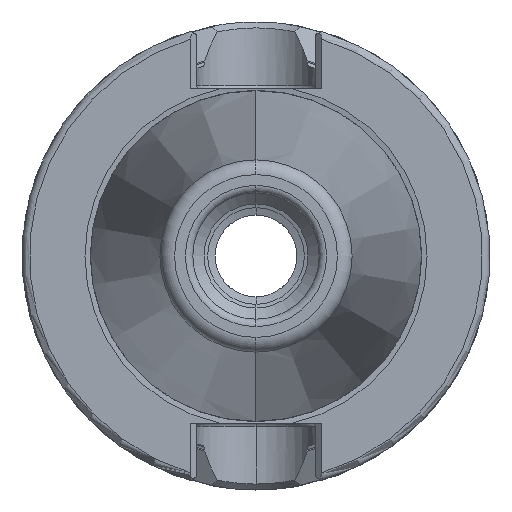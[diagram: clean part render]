
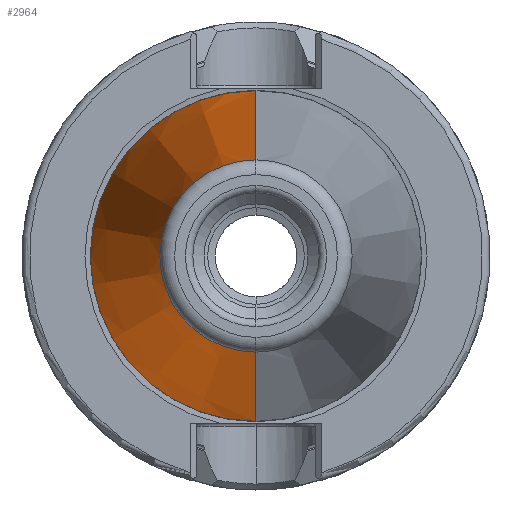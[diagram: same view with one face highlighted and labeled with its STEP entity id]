
A CAD part, left-side view. The second image highlights one B-rep face of the part: STEP entity #2964.
In plain terms, the highlighted conical face has half-angle 8.297 degrees and reference radius 22.298 mm.
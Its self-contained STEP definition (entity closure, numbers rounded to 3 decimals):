
#106 = CARTESIAN_POINT ( 'NONE',  ( -153.689, 0., -12.937 ) ) ;
#181 = AXIS2_PLACEMENT_3D ( 'NONE', #1818, #1158, #4060 ) ;
#244 = VERTEX_POINT ( 'NONE', #106 ) ;
#406 = AXIS2_PLACEMENT_3D ( 'NONE', #881, #3139, #1202 ) ;
#881 = CARTESIAN_POINT ( 'NONE',  ( -153.689, 0., 0. ) ) ;
#968 = DIRECTION ( 'NONE',  ( 0.99, 0., 0.144 ) ) ;
#1072 = VERTEX_POINT ( 'NONE', #1913 ) ;
#1158 = DIRECTION ( 'NONE',  ( 1., 0., 0. ) ) ;
#1181 = CONICAL_SURFACE ( 'NONE', #181, 22.298, 0.145 ) ;
#1187 = DIRECTION ( 'NONE',  ( 0.99, 0., -0.144 ) ) ;
#1202 = DIRECTION ( 'NONE',  ( 0., 0., 1. ) ) ;
#1452 = CARTESIAN_POINT ( 'NONE',  ( -89.5, 0., 0. ) ) ;
#1498 = EDGE_CURVE ( 'NONE', #244, #3944, #1717, .T. ) ;
#1541 = LINE ( 'NONE', #3227, #1652 ) ;
#1652 = VECTOR ( 'NONE', #968, 1000. ) ;
#1717 = LINE ( 'NONE', #3446, #3428 ) ;
#1774 = DIRECTION ( 'NONE',  ( 0., 0., 1. ) ) ;
#1818 = CARTESIAN_POINT ( 'NONE',  ( -89.5, 0., 0. ) ) ;
#1913 = CARTESIAN_POINT ( 'NONE',  ( -153.689, 0., 12.937 ) ) ;
#2098 = CARTESIAN_POINT ( 'NONE',  ( -89.5, 0., -22.298 ) ) ;
#2104 = VERTEX_POINT ( 'NONE', #2224 ) ;
#2150 = FACE_OUTER_BOUND ( 'NONE', #3997, .T. ) ;
#2224 = CARTESIAN_POINT ( 'NONE',  ( -89.5, 0., 22.298 ) ) ;
#2449 = EDGE_CURVE ( 'NONE', #2104, #3944, #2820, .T. ) ;
#2550 = ORIENTED_EDGE ( 'NONE', *, *, #3005, .F. ) ;
#2651 = ORIENTED_EDGE ( 'NONE', *, *, #3177, .T. ) ;
#2820 = CIRCLE ( 'NONE', #2834, 22.298 ) ;
#2834 = AXIS2_PLACEMENT_3D ( 'NONE', #1452, #3705, #1774 ) ;
#2964 = ADVANCED_FACE ( 'NONE', ( #2150 ), #1181, .T. ) ;
#3005 = EDGE_CURVE ( 'NONE', #1072, #244, #3210, .T. ) ;
#3010 = ORIENTED_EDGE ( 'NONE', *, *, #1498, .F. ) ;
#3139 = DIRECTION ( 'NONE',  ( -1., 0., 0. ) ) ;
#3177 = EDGE_CURVE ( 'NONE', #1072, #2104, #1541, .T. ) ;
#3210 = CIRCLE ( 'NONE', #406, 12.937 ) ;
#3227 = CARTESIAN_POINT ( 'NONE',  ( -89.5, 0., 22.298 ) ) ;
#3428 = VECTOR ( 'NONE', #1187, 1000. ) ;
#3446 = CARTESIAN_POINT ( 'NONE',  ( -89.5, 0., -22.298 ) ) ;
#3601 = ORIENTED_EDGE ( 'NONE', *, *, #2449, .T. ) ;
#3705 = DIRECTION ( 'NONE',  ( -1., 0., 0. ) ) ;
#3944 = VERTEX_POINT ( 'NONE', #2098 ) ;
#3997 = EDGE_LOOP ( 'NONE', ( #2550, #2651, #3601, #3010 ) ) ;
#4060 = DIRECTION ( 'NONE',  ( 0., 0., -1. ) ) ;
